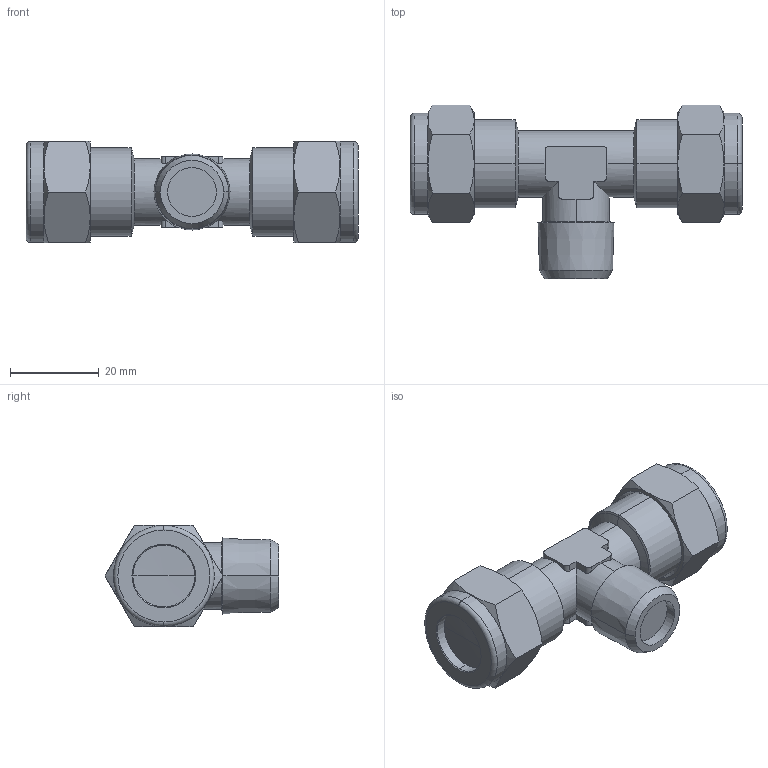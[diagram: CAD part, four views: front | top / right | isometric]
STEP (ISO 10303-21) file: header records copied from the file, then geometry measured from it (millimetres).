
FILE_DESCRIPTION (( 'STEP AP214' ), '1' );
FILE_NAME ('1022000013.step', '2013-02-25T17:12:00', ( '' ), ( '' ), 'SwSTEP 2.0', 'SolidWorks 2012', '' );
FILE_SCHEMA (( 'AUTOMOTIVE_DESIGN' ));
Length unit declared in the file: millimetre
Products named in the file (1): 1022000013
Bounding box: 75 x 39.28 x 23 mm (x, y, z)
Volume: 26697.5 mm3; surface area: 7589.3 mm2
Topology: 1 solids, 3 shells, 118 faces, 276 edges, 167 vertices
Faces by surface type: plane 39, cone 38, cylinder 33, torus 8
Entity records: 3692 total; most frequent: CARTESIAN_POINT 1012, DIRECTION 560, ORIENTED_EDGE 548, EDGE_CURVE 274, AXIS2_PLACEMENT_3D 225, VERTEX_POINT 167, EDGE_LOOP 123, FACE_OUTER_BOUND 118
